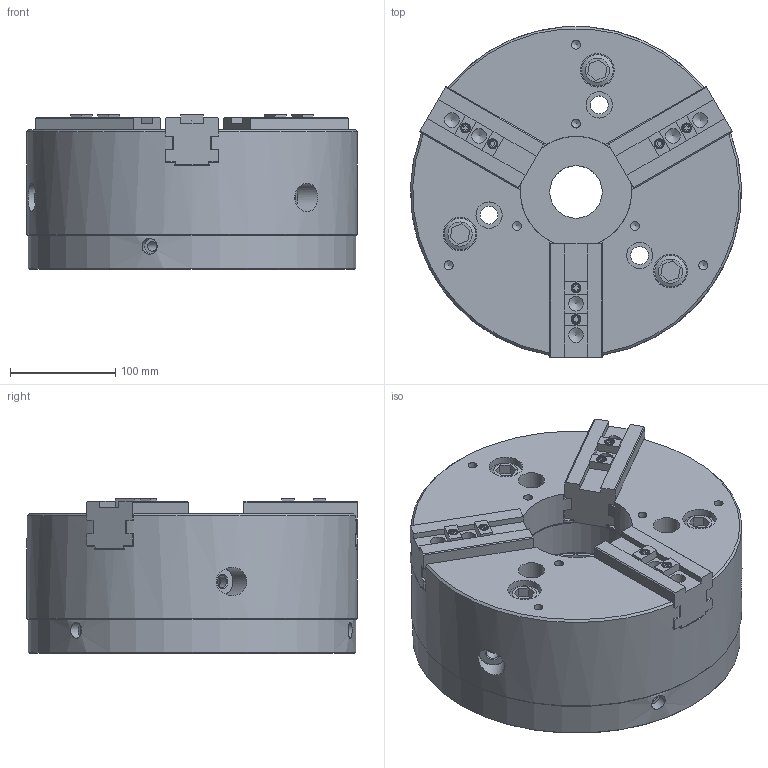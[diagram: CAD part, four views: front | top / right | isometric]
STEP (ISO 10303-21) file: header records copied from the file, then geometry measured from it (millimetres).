
FILE_DESCRIPTION(/* description */ ('Unknown'),/* implementation_level */ '2;1');
FILE_NAME(/* name */ 'QJR12-Solid',/* time_stamp */ '2019-08-14T15:29:11+01:00',/* author */ ('Unknown'),/* organization */ ('Unknown'),/* preprocessor_version */ 'ST-DEVELOPER v16.7',/* originating_system */ 'DEX',/* authorisation */ $);
FILE_SCHEMA (('AUTOMOTIVE_DESIGN {1 0 10303 214 3 1 1}'));
Length unit declared in the file: millimetre
Products named in the file (1): QJR12
Bounding box: 315 x 315 x 147.5 mm (x, y, z)
Volume: 8552985.5 mm3; surface area: 715949.7 mm2
Topology: 1 solids, 28 shells, 948 faces, 2503 edges, 1619 vertices
Faces by surface type: plane 667, cylinder 207, cone 68, torus 6
Full cylindrical faces by diameter (mm): 4.2 x6, 5 x12, 5.5 x6, 7 x6, 8.5 x12, 9.088 x3, 9.5 x6, 11 x6, 12 x9, 13 x6, 14 x9, 15 x3, 17 x3, 17.5 x3, 18 x6, 19 x6, 20 x3, 21 x3, 25 x3, 27 x3, 30 x3, 32 x3, 50 x1, 106 x2, 113 x2, 116 x1, 121 x2, 127 x2, 127.835 x1, 130.5 x1
Entity records: 27620 total; most frequent: CARTESIAN_POINT 4877, DIRECTION 4684, ORIENTED_EDGE 4382, EDGE_CURVE 2191, LINE 1572, VECTOR 1572, AXIS2_PLACEMENT_3D 1556, VERTEX_POINT 1551
